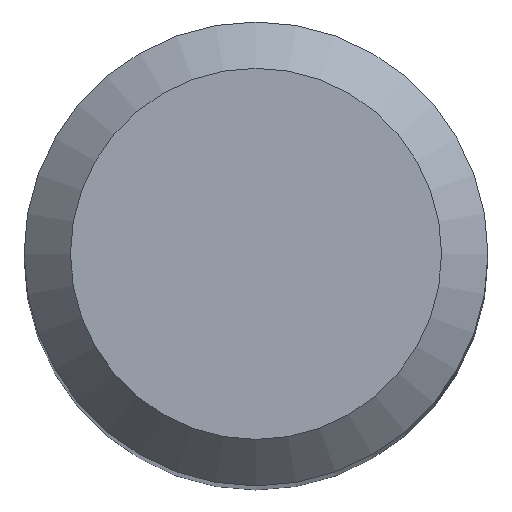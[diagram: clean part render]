
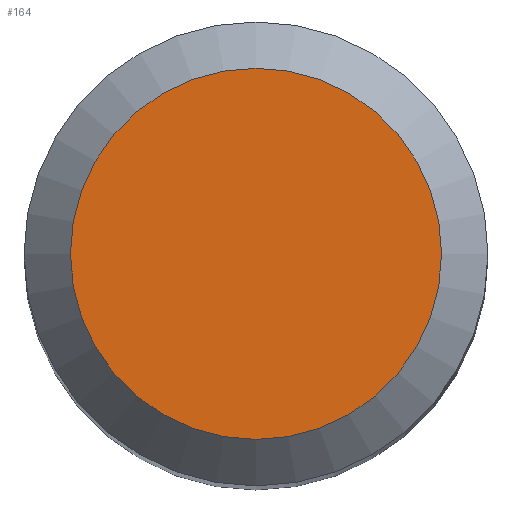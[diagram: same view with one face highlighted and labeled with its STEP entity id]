
A CAD part, top view. The second image highlights one B-rep face of the part: STEP entity #164.
In plain terms, the highlighted planar face has unit normal (0, 0, 1).
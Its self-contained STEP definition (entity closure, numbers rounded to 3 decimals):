
#1 = AXIS2_PLACEMENT_3D ( 'NONE', #32, #123, #95 ) ;
#17 = VERTEX_POINT ( 'NONE', #82 ) ;
#32 = CARTESIAN_POINT ( 'NONE',  ( 0., 0., 50. ) ) ;
#34 = CIRCLE ( 'NONE', #1, 3.2 ) ;
#47 = DIRECTION ( 'NONE',  ( 0., 1., 0. ) ) ;
#52 = CARTESIAN_POINT ( 'NONE',  ( 0., 0., 50. ) ) ;
#73 = EDGE_LOOP ( 'NONE', ( #139 ) ) ;
#79 = PLANE ( 'NONE',  #174 ) ;
#82 = CARTESIAN_POINT ( 'NONE',  ( 0., 3.2, 50. ) ) ;
#95 = DIRECTION ( 'NONE',  ( 0., 1., 0. ) ) ;
#113 = EDGE_CURVE ( 'NONE', #17, #17, #34, .T. ) ;
#116 = FACE_OUTER_BOUND ( 'NONE', #73, .T. ) ;
#123 = DIRECTION ( 'NONE',  ( 0., 0., -1. ) ) ;
#139 = ORIENTED_EDGE ( 'NONE', *, *, #113, .F. ) ;
#149 = DIRECTION ( 'NONE',  ( 0., 0., -1. ) ) ;
#164 = ADVANCED_FACE ( 'NONE', ( #116 ), #79, .F. ) ;
#174 = AXIS2_PLACEMENT_3D ( 'NONE', #52, #149, #47 ) ;
